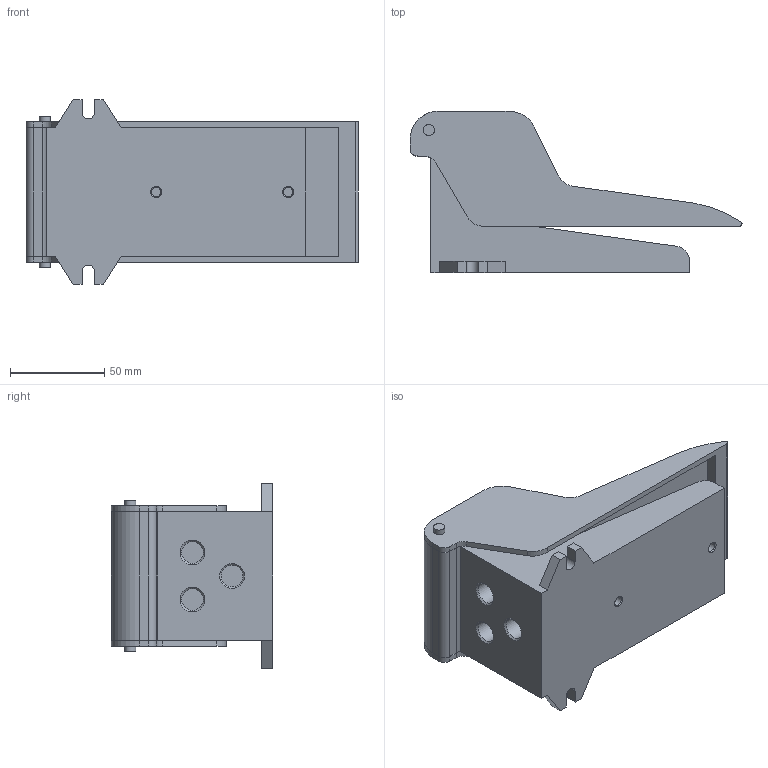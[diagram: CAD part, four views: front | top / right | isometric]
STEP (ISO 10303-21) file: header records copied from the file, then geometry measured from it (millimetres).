
FILE_DESCRIPTION(/* description */ ('STEP AP214'),/* implementation_level */ '2;1');
FILE_NAME(/* name */ '8992_F-5-1_4-B',/* time_stamp */ '2024-08-22T08:00:38+02:00',/* author */ ('License CC BY-ND 4.0'),/* organization */ ('CADENAS'),/* preprocessor_version */ 'ST-DEVELOPER v19.3',/* originating_system */ 'PARTsolutions',/* authorisation */ ' ');
FILE_SCHEMA (('AUTOMOTIVE_DESIGN {1 0 10303 214 3 1 1}'));
Length unit declared in the file: millimetre
Products named in the file (1): 8992 F-5-1/4-B---(0)
Bounding box: 176 x 85.5 x 98 mm (x, y, z)
Volume: 548018.5 mm3; surface area: 84587.5 mm2
Topology: 1 solids, 1 shells, 79 faces, 200 edges, 132 vertices
Faces by surface type: plane 47, cylinder 27, cone 5
Full cylindrical faces by diameter (mm): 4.917 x2, 6 x4, 11.445 x3
Entity records: 2336 total; most frequent: DIRECTION 404, CARTESIAN_POINT 396, ORIENTED_EDGE 370, EDGE_CURVE 185, AXIS2_PLACEMENT_3D 139, VERTEX_POINT 131, LINE 126, VECTOR 126
